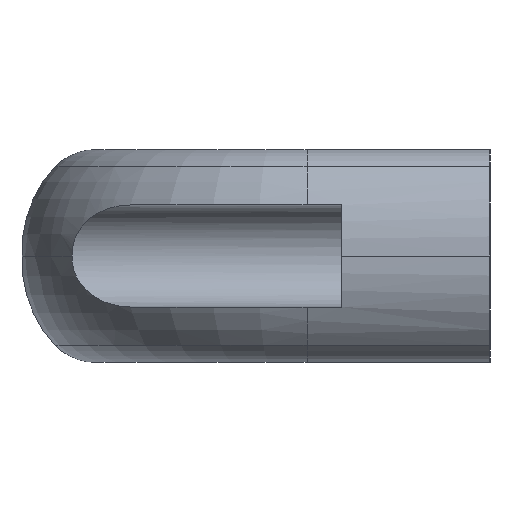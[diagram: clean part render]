
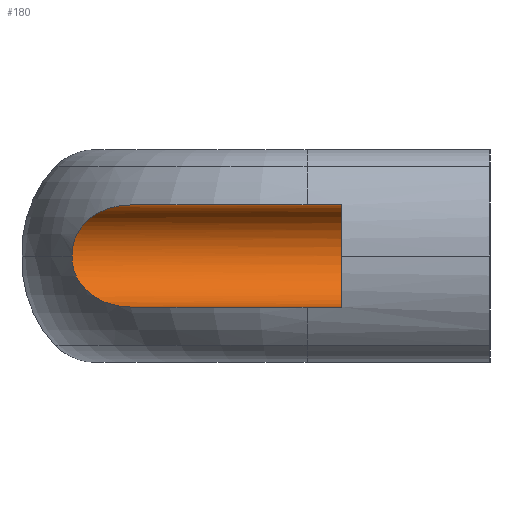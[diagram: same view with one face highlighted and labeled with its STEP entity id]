
A CAD part, left-side view. The second image highlights one B-rep face of the part: STEP entity #180.
In plain terms, the highlighted cylindrical face has radius 6 mm (diameter 12 mm), a partial arc.
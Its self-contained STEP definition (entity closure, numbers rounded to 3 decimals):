
#180 = ADVANCED_FACE( '', ( #368 ), #369, .F. );
#368 = FACE_OUTER_BOUND( '', #553, .T. );
#369 = CYLINDRICAL_SURFACE( '', #554, 6. );
#553 = EDGE_LOOP( '', ( #992, #993, #994, #995, #996 ) );
#554 = AXIS2_PLACEMENT_3D( '', #997, #998, #999 );
#992 = ORIENTED_EDGE( '', *, *, #1201, .F. );
#993 = ORIENTED_EDGE( '', *, *, #1134, .F. );
#994 = ORIENTED_EDGE( '', *, *, #1071, .T. );
#995 = ORIENTED_EDGE( '', *, *, #1150, .F. );
#996 = ORIENTED_EDGE( '', *, *, #1094, .F. );
#997 = CARTESIAN_POINT( '', ( 0., 72.4, 0. ) );
#998 = DIRECTION( '', ( 0., 1., 0. ) );
#999 = DIRECTION( '', ( 0., 0., -1. ) );
#1071 = EDGE_CURVE( '', #1273, #1271, #1274, .T. );
#1094 = EDGE_CURVE( '', #1309, #1311, #1312, .T. );
#1134 = EDGE_CURVE( '', #1273, #1372, #1373, .T. );
#1150 = EDGE_CURVE( '', #1311, #1271, #1394, .T. );
#1201 = EDGE_CURVE( '', #1372, #1309, #1453, .T. );
#1271 = VERTEX_POINT( '', #1530 );
#1273 = VERTEX_POINT( '', #1533 );
#1274 = LINE( '', #1534, #1535 );
#1309 = VERTEX_POINT( '', #1576 );
#1311 = VERTEX_POINT( '', #1578 );
#1312 = LINE( '', #1579, #1580 );
#1372 = VERTEX_POINT( '', #1666 );
#1373 = B_SPLINE_CURVE_WITH_KNOTS( '', 3, ( #1667, #1668, #1669, #1670, #1671, #1672, #1673, #1674, #1675, #1676, #1677, #1678, #1679, #1680, #1681, #1682, #1683, #1684, #1685, #1686, #1687, #1688 ), .UNSPECIFIED., .F., .F., ( 4, 2, 2, 2, 2, 2, 2, 2, 2, 2, 4 ), ( 0., 0.003, 0.004, 0.006, 0.007, 0.007, 0.009, 0.01, 0.01, 0.011, 0.012 ), .UNSPECIFIED. );
#1394 = CIRCLE( '', #1713, 6. );
#1453 = B_SPLINE_CURVE_WITH_KNOTS( '', 3, ( #1797, #1798, #1799, #1800, #1801, #1802, #1803, #1804, #1805, #1806, #1807, #1808, #1809, #1810, #1811, #1812, #1813, #1814 ), .UNSPECIFIED., .F., .F., ( 4, 2, 2, 2, 2, 2, 2, 2, 4 ), ( 0., 0.002, 0.003, 0.005, 0.005, 0.006, 0.008, 0.009, 0.012 ), .UNSPECIFIED. );
#1530 = CARTESIAN_POINT( '', ( 0., 17.4, -6. ) );
#1533 = CARTESIAN_POINT( '', ( 0., 42.228, -6. ) );
#1534 = CARTESIAN_POINT( '', ( 0., 72.4, -6. ) );
#1535 = VECTOR( '', #1893, 1000. );
#1576 = CARTESIAN_POINT( '', ( 0., 42.228, 6. ) );
#1578 = CARTESIAN_POINT( '', ( 0., 17.4, 6. ) );
#1579 = CARTESIAN_POINT( '', ( 0., 72.4, 6. ) );
#1580 = VECTOR( '', #1933, 1000. );
#1666 = CARTESIAN_POINT( '', ( 6., 49.091, 0. ) );
#1667 = CARTESIAN_POINT( '', ( 0., 42.228, -6. ) );
#1668 = CARTESIAN_POINT( '', ( 0.644, 43.005, -6. ) );
#1669 = CARTESIAN_POINT( '', ( 1.282, 43.766, -5.899 ) );
#1670 = CARTESIAN_POINT( '', ( 2.224, 44.88, -5.582 ) );
#1671 = CARTESIAN_POINT( '', ( 2.537, 45.247, -5.449 ) );
#1672 = CARTESIAN_POINT( '', ( 3.156, 45.971, -5.115 ) );
#1673 = CARTESIAN_POINT( '', ( 3.46, 46.324, -4.916 ) );
#1674 = CARTESIAN_POINT( '', ( 3.897, 46.827, -4.566 ) );
#1675 = CARTESIAN_POINT( '', ( 4.04, 46.991, -4.441 ) );
#1676 = CARTESIAN_POINT( '', ( 4.319, 47.31, -4.169 ) );
#1677 = CARTESIAN_POINT( '', ( 4.456, 47.466, -4.023 ) );
#1678 = CARTESIAN_POINT( '', ( 4.852, 47.912, -3.554 ) );
#1679 = CARTESIAN_POINT( '', ( 5.093, 48.181, -3.204 ) );
#1680 = CARTESIAN_POINT( '', ( 5.409, 48.525, -2.607 ) );
#1681 = CARTESIAN_POINT( '', ( 5.506, 48.63, -2.395 ) );
#1682 = CARTESIAN_POINT( '', ( 5.677, 48.81, -1.957 ) );
#1683 = CARTESIAN_POINT( '', ( 5.751, 48.886, -1.728 ) );
#1684 = CARTESIAN_POINT( '', ( 5.873, 49.006, -1.252 ) );
#1685 = CARTESIAN_POINT( '', ( 5.921, 49.05, -1.004 ) );
#1686 = CARTESIAN_POINT( '', ( 5.984, 49.098, -0.507 ) );
#1687 = CARTESIAN_POINT( '', ( 6., 49.104, -0.255 ) );
#1688 = CARTESIAN_POINT( '', ( 6., 49.091, 0. ) );
#1713 = AXIS2_PLACEMENT_3D( '', #2028, #2029, #2030 );
#1797 = CARTESIAN_POINT( '', ( 6., 49.091, 0. ) );
#1798 = CARTESIAN_POINT( '', ( 6., 49.118, 0.51 ) );
#1799 = CARTESIAN_POINT( '', ( 5.936, 49.068, 1.006 ) );
#1800 = CARTESIAN_POINT( '', ( 5.691, 48.827, 1.964 ) );
#1801 = CARTESIAN_POINT( '', ( 5.517, 48.643, 2.402 ) );
#1802 = CARTESIAN_POINT( '', ( 5.094, 48.183, 3.202 ) );
#1803 = CARTESIAN_POINT( '', ( 4.854, 47.914, 3.551 ) );
#1804 = CARTESIAN_POINT( '', ( 4.46, 47.471, 4.018 ) );
#1805 = CARTESIAN_POINT( '', ( 4.323, 47.315, 4.165 ) );
#1806 = CARTESIAN_POINT( '', ( 4.043, 46.995, 4.437 ) );
#1807 = CARTESIAN_POINT( '', ( 3.901, 46.832, 4.563 ) );
#1808 = CARTESIAN_POINT( '', ( 3.465, 46.33, 4.913 ) );
#1809 = CARTESIAN_POINT( '', ( 3.165, 45.982, 5.109 ) );
#1810 = CARTESIAN_POINT( '', ( 2.549, 45.262, 5.443 ) );
#1811 = CARTESIAN_POINT( '', ( 2.233, 44.89, 5.579 ) );
#1812 = CARTESIAN_POINT( '', ( 1.283, 43.768, 5.899 ) );
#1813 = CARTESIAN_POINT( '', ( 0.644, 43.005, 6. ) );
#1814 = CARTESIAN_POINT( '', ( 0., 42.228, 6. ) );
#1893 = DIRECTION( '', ( 0., -1., 0. ) );
#1933 = DIRECTION( '', ( 0., -1., 0. ) );
#2028 = CARTESIAN_POINT( '', ( 0., 17.4, 0. ) );
#2029 = DIRECTION( '', ( 0., 1., 0. ) );
#2030 = DIRECTION( '', ( 1., 0., 0. ) );
